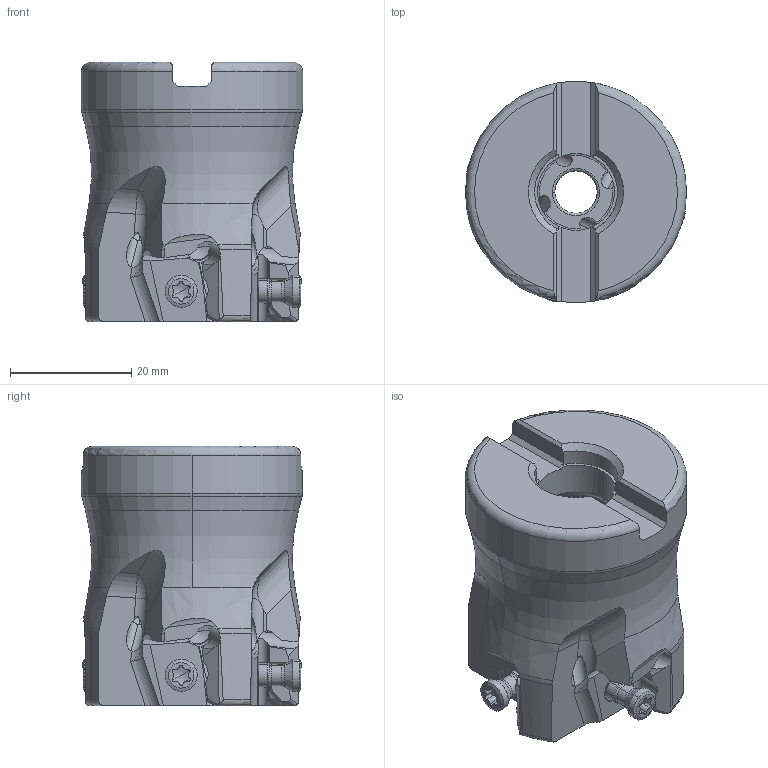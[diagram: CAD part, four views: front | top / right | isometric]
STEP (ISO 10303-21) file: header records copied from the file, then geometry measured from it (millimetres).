
FILE_DESCRIPTION(/* description */ (''),/* implementation_level */ '2;1');
FILE_NAME(/* name */ 'VPX300UR1_5004SA.stp',/* time_stamp */ '2025-08-21T15:40:23+09:00',/* author */ (''),/* organization */ (''),/* preprocessor_version */ 'ST-DEVELOPER v16',/* originating_system */ 'SIEMENS PLM Software NX 10.0',/* authorisation */ '');
FILE_SCHEMA (('AUTOMOTIVE_DESIGN { 1 0 10303 214 3 1 1 1 }'));
Length unit declared in the file: millimetre
Products named in the file (1): VPX300UR1_5004SA_ASM
Bounding box: 36.51 x 36.51 x 42.85 mm (x, y, z)
Volume: 30590.4 mm3; surface area: 10046.3 mm2
Topology: 5 solids, 5 shells, 454 faces, 1291 edges, 842 vertices
Faces by surface type: cylinder 184, plane 134, cone 56, torus 52, extrusion 16, sphere 8, bspline 4
Entity records: 20390 total; most frequent: CARTESIAN_POINT 8782, ORIENTED_EDGE 2550, DIRECTION 2258, EDGE_CURVE 1275, AXIS2_PLACEMENT_3D 908, VERTEX_POINT 835, EDGE_LOOP 476, ADVANCED_FACE 454
